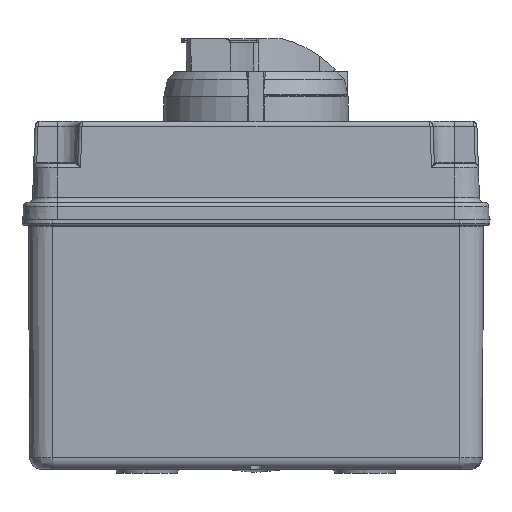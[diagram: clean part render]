
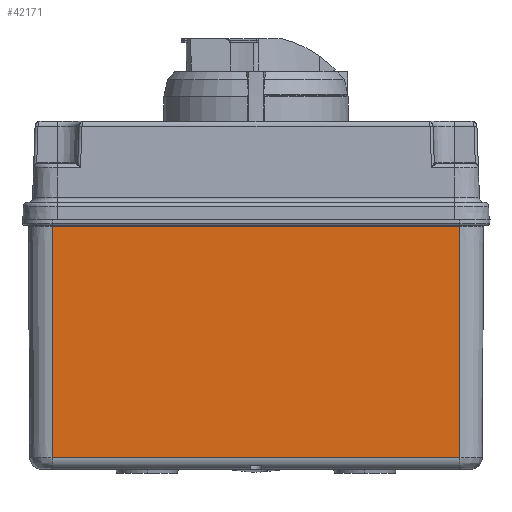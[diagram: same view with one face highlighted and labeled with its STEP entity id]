
A CAD part, front view. The second image highlights one B-rep face of the part: STEP entity #42171.
In plain terms, the highlighted face is planar.
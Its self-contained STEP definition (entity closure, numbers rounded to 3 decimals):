
#20763=DIRECTION('',(0.,-1.,0.));
#20764=VECTOR('',#20763,206.1);
#20765=CARTESIAN_POINT('',(-154.764,103.05,122.803));
#20766=LINE('',#20765,#20764);
#20912=DIRECTION('',(-0.006,0.,1.));
#20913=VECTOR('',#20912,116.839);
#20914=CARTESIAN_POINT('',(-154.091,103.05,5.965));
#20915=LINE('',#20914,#20913);
#20925=DIRECTION('',(0.,-1.,0.));
#20926=VECTOR('',#20925,206.1);
#20927=CARTESIAN_POINT('',(-154.091,103.05,5.965));
#20928=LINE('',#20927,#20926);
#20976=DIRECTION('',(-0.006,0.,1.));
#20977=VECTOR('',#20976,116.839);
#20978=CARTESIAN_POINT('',(-154.091,-103.05,5.965));
#20979=LINE('',#20978,#20977);
#25671=CARTESIAN_POINT('',(-154.764,103.05,122.803));
#25673=VERTEX_POINT('',#25671);
#25674=CARTESIAN_POINT('',(-154.764,-103.05,122.803));
#25675=VERTEX_POINT('',#25674);
#28578=CARTESIAN_POINT('',(-154.091,103.05,5.965));
#28579=VERTEX_POINT('',#28578);
#28588=CARTESIAN_POINT('',(-154.091,-103.05,5.965));
#28590=VERTEX_POINT('',#28588);
#42158=CARTESIAN_POINT('',(-154.8,0.,129.));
#42159=DIRECTION('',(-1.,0.,-0.006));
#42160=DIRECTION('',(0.,-1.,0.));
#42161=AXIS2_PLACEMENT_3D('',#42158,#42159,#42160);
#42162=PLANE('',#42161);
#42164=ORIENTED_EDGE('',*,*,#42163,.F.);
#42165=ORIENTED_EDGE('',*,*,#42153,.T.);
#42166=ORIENTED_EDGE('',*,*,#41898,.T.);
#42168=ORIENTED_EDGE('',*,*,#42167,.F.);
#42169=EDGE_LOOP('',(#42164,#42165,#42166,#42168));
#42170=FACE_OUTER_BOUND('',#42169,.F.);
#42171=ADVANCED_FACE('',(#42170),#42162,.T.);
#41898=EDGE_CURVE('',#25673,#25675,#20766,.T.);
#42153=EDGE_CURVE('',#28579,#25673,#20915,.T.);
#42163=EDGE_CURVE('',#28579,#28590,#20928,.T.);
#42167=EDGE_CURVE('',#28590,#25675,#20979,.T.);
